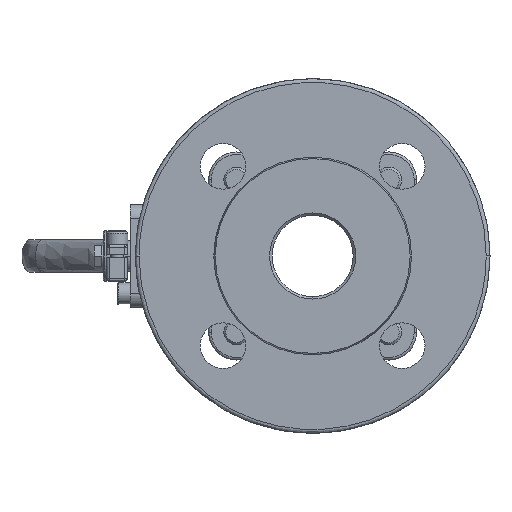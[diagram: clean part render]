
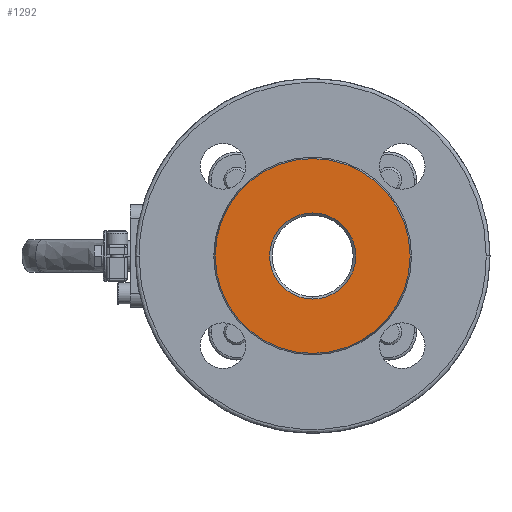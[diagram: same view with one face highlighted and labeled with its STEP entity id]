
A CAD part, left-side view. The second image highlights one B-rep face of the part: STEP entity #1292.
In plain terms, the highlighted planar face has unit normal (-1, 0, 0).
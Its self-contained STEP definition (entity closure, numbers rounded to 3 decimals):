
#558 = DIRECTION ( 'NONE',  ( 1., 0., 0. ) ) ;
#1292 = ADVANCED_FACE ( 'NONE', ( #35768, #35108 ), #42254, .T. ) ;
#1878 = CARTESIAN_POINT ( 'NONE',  ( -53., 17., 0. ) ) ;
#1918 = CARTESIAN_POINT ( 'NONE',  ( -53., 0., -17. ) ) ;
#6647 = ORIENTED_EDGE ( 'NONE', *, *, #14225, .F. ) ;
#7128 = VERTEX_POINT ( 'NONE', #13346 ) ;
#7791 = ORIENTED_EDGE ( 'NONE', *, *, #9367, .T. ) ;
#8682 = EDGE_LOOP ( 'NONE', ( #7791, #21463 ) ) ;
#9294 = AXIS2_PLACEMENT_3D ( 'NONE', #20618, #558, #34232 ) ;
#9367 = EDGE_CURVE ( 'NONE', #7128, #35387, #16451, .T. ) ;
#9403 = VERTEX_POINT ( 'NONE', #13929 ) ;
#9918 = ORIENTED_EDGE ( 'NONE', *, *, #42932, .F. ) ;
#10731 = CARTESIAN_POINT ( 'NONE',  ( -53., 0., 0. ) ) ;
#12129 = DIRECTION ( 'NONE',  ( 0., -1., 0. ) ) ;
#12281 = AXIS2_PLACEMENT_3D ( 'NONE', #10731, #17834, #34373 ) ;
#12347 = CIRCLE ( 'NONE', #20874, 38.464 ) ;
#12615 = AXIS2_PLACEMENT_3D ( 'NONE', #38945, #41851, #28880 ) ;
#13346 = CARTESIAN_POINT ( 'NONE',  ( -53., 0., 17. ) ) ;
#13691 = CIRCLE ( 'NONE', #12281, 17. ) ;
#13929 = CARTESIAN_POINT ( 'NONE',  ( -53., 38.464, 0. ) ) ;
#14225 = EDGE_CURVE ( 'NONE', #9403, #33163, #31820, .T. ) ;
#14626 = CARTESIAN_POINT ( 'NONE',  ( -53., 0., 0. ) ) ;
#15470 = DIRECTION ( 'NONE',  ( -1., 0., 0. ) ) ;
#16451 = CIRCLE ( 'NONE', #9294, 17. ) ;
#17834 = DIRECTION ( 'NONE',  ( 1., 0., 0. ) ) ;
#20618 = CARTESIAN_POINT ( 'NONE',  ( -53., 0., 0. ) ) ;
#20874 = AXIS2_PLACEMENT_3D ( 'NONE', #14626, #35336, #42281 ) ;
#21463 = ORIENTED_EDGE ( 'NONE', *, *, #42054, .T. ) ;
#23835 = EDGE_LOOP ( 'NONE', ( #6647, #9918 ) ) ;
#25470 = CARTESIAN_POINT ( 'NONE',  ( -53., -38.464, 0. ) ) ;
#28880 = DIRECTION ( 'NONE',  ( 0., 1., 0. ) ) ;
#31820 = CIRCLE ( 'NONE', #12615, 38.464 ) ;
#32127 = AXIS2_PLACEMENT_3D ( 'NONE', #1878, #15470, #12129 ) ;
#33163 = VERTEX_POINT ( 'NONE', #25470 ) ;
#34232 = DIRECTION ( 'NONE',  ( 0., 0., 1. ) ) ;
#34373 = DIRECTION ( 'NONE',  ( 0., 0., 1. ) ) ;
#35108 = FACE_BOUND ( 'NONE', #8682, .T. ) ;
#35336 = DIRECTION ( 'NONE',  ( 1., 0., 0. ) ) ;
#35387 = VERTEX_POINT ( 'NONE', #1918 ) ;
#35768 = FACE_OUTER_BOUND ( 'NONE', #23835, .T. ) ;
#38945 = CARTESIAN_POINT ( 'NONE',  ( -53., 0., 0. ) ) ;
#41851 = DIRECTION ( 'NONE',  ( 1., 0., 0. ) ) ;
#42054 = EDGE_CURVE ( 'NONE', #35387, #7128, #13691, .T. ) ;
#42254 = PLANE ( 'NONE',  #32127 ) ;
#42281 = DIRECTION ( 'NONE',  ( 0., 1., 0. ) ) ;
#42932 = EDGE_CURVE ( 'NONE', #33163, #9403, #12347, .T. ) ;
